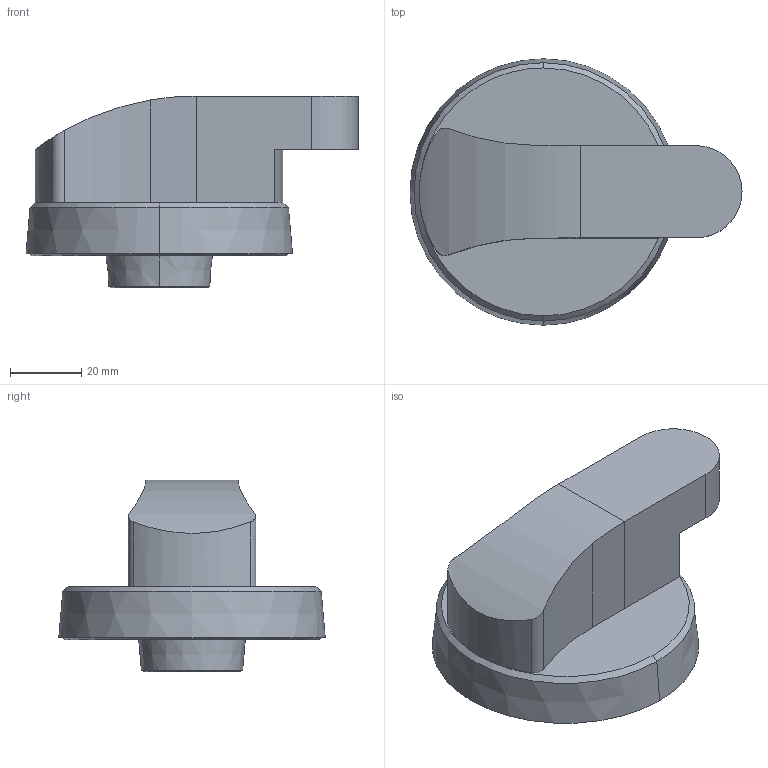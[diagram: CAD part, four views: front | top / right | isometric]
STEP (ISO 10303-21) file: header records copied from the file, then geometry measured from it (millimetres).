
FILE_DESCRIPTION((''),'2;1');
FILE_NAME('3d_GAX67B.stp','2012-10-03T10:59:33',(''),(''),'Mechanical Desktop 2011','Mechanical Desktop 2011',', , ');
FILE_SCHEMA(('CONFIG_CONTROL_DESIGN'));
Length unit declared in the file: millimetre
Products named in the file (1): Product
Bounding box: 93.43 x 75 x 54 mm (x, y, z)
Volume: 127600.7 mm3; surface area: 18961.8 mm2
Topology: 1 solids, 1 shells, 29 faces, 67 edges, 42 vertices
Faces by surface type: plane 11, cone 10, cylinder 8
Entity records: 960 total; most frequent: CARTESIAN_POINT 189, DIRECTION 151, ORIENTED_EDGE 134, EDGE_CURVE 67, AXIS2_PLACEMENT_3D 60, VERTEX_POINT 42, VECTOR 31, LINE 31
